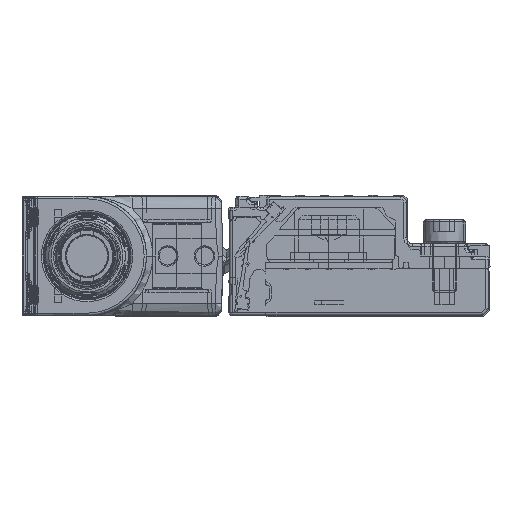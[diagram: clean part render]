
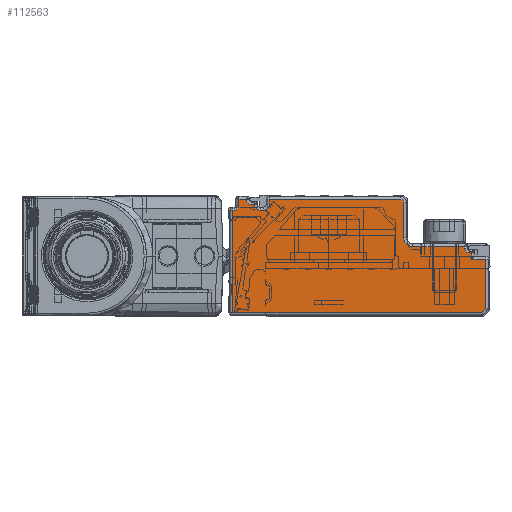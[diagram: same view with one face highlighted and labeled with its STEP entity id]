
A CAD part, left-side view. The second image highlights one B-rep face of the part: STEP entity #112563.
In plain terms, the highlighted planar face has unit normal (-1, 0, 0).
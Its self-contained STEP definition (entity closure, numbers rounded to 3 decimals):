
#112370=AXIS2_PLACEMENT_3D('Circle Axis2P3D',#112368,#112369,$) ;
#112383=AXIS2_PLACEMENT_3D('Plane Axis2P3D',#112380,#112381,#112382) ;
#112403=AXIS2_PLACEMENT_3D('Circle Axis2P3D',#112401,#112402,$) ;
#112422=AXIS2_PLACEMENT_3D('Circle Axis2P3D',#112420,#112421,$) ;
#112443=AXIS2_PLACEMENT_3D('Circle Axis2P3D',#112441,#112442,$) ;
#112457=AXIS2_PLACEMENT_3D('Circle Axis2P3D',#112455,#112456,$) ;
#112471=AXIS2_PLACEMENT_3D('Circle Axis2P3D',#112469,#112470,$) ;
#112492=AXIS2_PLACEMENT_3D('Circle Axis2P3D',#112490,#112491,$) ;
#112016=CARTESIAN_POINT('Vertex',(-2778.,4.2,3.5)) ;
#112023=CARTESIAN_POINT('Vertex',(-2778.,12.7,3.5)) ;
#112026=CARTESIAN_POINT('Line Origine',(-2778.,21.5,3.5)) ;
#112365=CARTESIAN_POINT('Vertex',(-2778.,14.2,5.)) ;
#112368=CARTESIAN_POINT('Axis2P3D Location',(-2778.,12.7,5.)) ;
#112380=CARTESIAN_POINT('Axis2P3D Location',(-2778.,0.2,-7.8)) ;
#112385=CARTESIAN_POINT('Line Origine',(-2778.,3.,2.)) ;
#112389=CARTESIAN_POINT('Vertex',(-2778.,3.,1.5)) ;
#112391=CARTESIAN_POINT('Vertex',(-2778.,3.,2.5)) ;
#112394=CARTESIAN_POINT('Line Origine',(-2778.,3.2,2.5)) ;
#112398=CARTESIAN_POINT('Vertex',(-2778.,3.4,2.5)) ;
#112401=CARTESIAN_POINT('Axis2P3D Location',(-2778.,3.4,3.3)) ;
#112405=CARTESIAN_POINT('Vertex',(-2778.,4.2,3.3)) ;
#112408=CARTESIAN_POINT('Line Origine',(-2778.,4.2,3.4)) ;
#112413=CARTESIAN_POINT('Line Origine',(-2778.,14.2,7.9)) ;
#112417=CARTESIAN_POINT('Vertex',(-2778.,14.2,10.8)) ;
#112420=CARTESIAN_POINT('Axis2P3D Location',(-2778.,14.7,10.8)) ;
#112424=CARTESIAN_POINT('Vertex',(-2778.,14.7,11.3)) ;
#112427=CARTESIAN_POINT('Line Origine',(-2778.,25.5,11.3)) ;
#112431=CARTESIAN_POINT('Vertex',(-2778.,36.3,11.3)) ;
#112434=CARTESIAN_POINT('Line Origine',(-2778.,36.3,10.9)) ;
#112438=CARTESIAN_POINT('Vertex',(-2778.,36.3,10.5)) ;
#112441=CARTESIAN_POINT('Axis2P3D Location',(-2778.,37.3,10.5)) ;
#112445=CARTESIAN_POINT('Vertex',(-2778.,37.3,9.5)) ;
#112448=CARTESIAN_POINT('Line Origine',(-2778.,37.55,9.5)) ;
#112452=CARTESIAN_POINT('Vertex',(-2778.,37.8,9.5)) ;
#112455=CARTESIAN_POINT('Axis2P3D Location',(-2778.,37.8,10.5)) ;
#112459=CARTESIAN_POINT('Vertex',(-2778.,38.8,10.5)) ;
#112462=CARTESIAN_POINT('Line Origine',(-2778.,39.05,10.5)) ;
#112466=CARTESIAN_POINT('Vertex',(-2778.,39.3,10.5)) ;
#112469=CARTESIAN_POINT('Axis2P3D Location',(-2778.,39.3,11.3)) ;
#112473=CARTESIAN_POINT('Vertex',(-2778.,40.1,11.3)) ;
#112476=CARTESIAN_POINT('Line Origine',(-2778.,40.7,11.3)) ;
#112480=CARTESIAN_POINT('Vertex',(-2778.,41.3,11.3)) ;
#112483=CARTESIAN_POINT('Line Origine',(-2778.,41.3,10.8)) ;
#112487=CARTESIAN_POINT('Vertex',(-2778.,41.3,10.3)) ;
#112490=CARTESIAN_POINT('Axis2P3D Location',(-2778.,42.1,10.3)) ;
#112494=CARTESIAN_POINT('Vertex',(-2778.,42.1,9.5)) ;
#112497=CARTESIAN_POINT('Line Origine',(-2778.,42.2,9.5)) ;
#112501=CARTESIAN_POINT('Vertex',(-2778.,42.3,9.5)) ;
#112504=CARTESIAN_POINT('Line Origine',(-2778.,42.3,1.1)) ;
#112508=CARTESIAN_POINT('Vertex',(-2778.,42.3,-7.3)) ;
#112511=CARTESIAN_POINT('Line Origine',(-2778.,21.854,-7.3)) ;
#112515=CARTESIAN_POINT('Vertex',(-2778.,1.407,-7.3)) ;
#112518=CARTESIAN_POINT('Line Origine',(-2778.,1.054,-6.946)) ;
#112522=CARTESIAN_POINT('Vertex',(-2778.,0.7,-6.593)) ;
#112525=CARTESIAN_POINT('Line Origine',(-2778.,0.7,-2.546)) ;
#112529=CARTESIAN_POINT('Vertex',(-2778.,0.7,1.5)) ;
#112532=CARTESIAN_POINT('Line Origine',(-2778.,1.85,1.5)) ;
#112027=DIRECTION('Vector Direction',(0.,-1.,0.)) ;
#112369=DIRECTION('Axis2P3D Direction',(1.,0.,0.)) ;
#112381=DIRECTION('Axis2P3D Direction',(-1.,0.,0.)) ;
#112382=DIRECTION('Axis2P3D XDirection',(0.,0.,1.)) ;
#112386=DIRECTION('Vector Direction',(0.,0.,1.)) ;
#112395=DIRECTION('Vector Direction',(0.,1.,0.)) ;
#112402=DIRECTION('Axis2P3D Direction',(-1.,0.,0.)) ;
#112409=DIRECTION('Vector Direction',(0.,0.,-1.)) ;
#112414=DIRECTION('Vector Direction',(0.,0.,1.)) ;
#112421=DIRECTION('Axis2P3D Direction',(-1.,0.,0.)) ;
#112428=DIRECTION('Vector Direction',(0.,1.,0.)) ;
#112435=DIRECTION('Vector Direction',(0.,0.,-1.)) ;
#112442=DIRECTION('Axis2P3D Direction',(-1.,0.,0.)) ;
#112449=DIRECTION('Vector Direction',(0.,1.,0.)) ;
#112456=DIRECTION('Axis2P3D Direction',(-1.,0.,0.)) ;
#112463=DIRECTION('Vector Direction',(0.,-1.,0.)) ;
#112470=DIRECTION('Axis2P3D Direction',(-1.,0.,0.)) ;
#112477=DIRECTION('Vector Direction',(0.,1.,0.)) ;
#112484=DIRECTION('Vector Direction',(0.,0.,-1.)) ;
#112491=DIRECTION('Axis2P3D Direction',(-1.,0.,0.)) ;
#112498=DIRECTION('Vector Direction',(0.,1.,0.)) ;
#112505=DIRECTION('Vector Direction',(0.,0.,-1.)) ;
#112512=DIRECTION('Vector Direction',(0.,-1.,0.)) ;
#112519=DIRECTION('Vector Direction',(0.,-0.707,0.707)) ;
#112526=DIRECTION('Vector Direction',(0.,0.,1.)) ;
#112533=DIRECTION('Vector Direction',(0.,1.,0.)) ;
#112028=VECTOR('Line Direction',#112027,1.) ;
#112387=VECTOR('Line Direction',#112386,1.) ;
#112396=VECTOR('Line Direction',#112395,1.) ;
#112410=VECTOR('Line Direction',#112409,1.) ;
#112415=VECTOR('Line Direction',#112414,1.) ;
#112429=VECTOR('Line Direction',#112428,1.) ;
#112436=VECTOR('Line Direction',#112435,1.) ;
#112450=VECTOR('Line Direction',#112449,1.) ;
#112464=VECTOR('Line Direction',#112463,1.) ;
#112478=VECTOR('Line Direction',#112477,1.) ;
#112485=VECTOR('Line Direction',#112484,1.) ;
#112499=VECTOR('Line Direction',#112498,1.) ;
#112506=VECTOR('Line Direction',#112505,1.) ;
#112513=VECTOR('Line Direction',#112512,1.) ;
#112520=VECTOR('Line Direction',#112519,1.) ;
#112527=VECTOR('Line Direction',#112526,1.) ;
#112534=VECTOR('Line Direction',#112533,1.) ;
#112538=ORIENTED_EDGE('',*,*,#112393,.T.) ;
#112539=ORIENTED_EDGE('',*,*,#112400,.T.) ;
#112540=ORIENTED_EDGE('',*,*,#112407,.T.) ;
#112541=ORIENTED_EDGE('',*,*,#112412,.T.) ;
#112542=ORIENTED_EDGE('',*,*,#112030,.T.) ;
#112543=ORIENTED_EDGE('',*,*,#112372,.T.) ;
#112544=ORIENTED_EDGE('',*,*,#112419,.T.) ;
#112545=ORIENTED_EDGE('',*,*,#112426,.T.) ;
#112546=ORIENTED_EDGE('',*,*,#112433,.T.) ;
#112547=ORIENTED_EDGE('',*,*,#112440,.T.) ;
#112548=ORIENTED_EDGE('',*,*,#112447,.T.) ;
#112549=ORIENTED_EDGE('',*,*,#112454,.T.) ;
#112550=ORIENTED_EDGE('',*,*,#112461,.T.) ;
#112551=ORIENTED_EDGE('',*,*,#112468,.T.) ;
#112552=ORIENTED_EDGE('',*,*,#112475,.T.) ;
#112553=ORIENTED_EDGE('',*,*,#112482,.T.) ;
#112554=ORIENTED_EDGE('',*,*,#112489,.T.) ;
#112555=ORIENTED_EDGE('',*,*,#112496,.T.) ;
#112556=ORIENTED_EDGE('',*,*,#112503,.T.) ;
#112557=ORIENTED_EDGE('',*,*,#112510,.T.) ;
#112558=ORIENTED_EDGE('',*,*,#112517,.T.) ;
#112559=ORIENTED_EDGE('',*,*,#112524,.T.) ;
#112560=ORIENTED_EDGE('',*,*,#112531,.T.) ;
#112561=ORIENTED_EDGE('',*,*,#112536,.T.) ;
#112563=ADVANCED_FACE('\X2\FF8AFF9FFF70FF82\X0\ \X2\FF8EFF9EFF83FF9EFF68FF70\X0\',(#112562),#112384,.T.) ;
#112371=CIRCLE('generated circle',#112370,1.5) ;
#112404=CIRCLE('generated circle',#112403,0.8) ;
#112423=CIRCLE('generated circle',#112422,0.5) ;
#112444=CIRCLE('generated circle',#112443,1.) ;
#112458=CIRCLE('generated circle',#112457,1.) ;
#112472=CIRCLE('generated circle',#112471,0.8) ;
#112493=CIRCLE('generated circle',#112492,0.8) ;
#112030=EDGE_CURVE('',#112017,#112024,#112029,.F.) ;
#112372=EDGE_CURVE('',#112024,#112366,#112371,.T.) ;
#112393=EDGE_CURVE('',#112390,#112392,#112388,.T.) ;
#112400=EDGE_CURVE('',#112392,#112399,#112397,.T.) ;
#112407=EDGE_CURVE('',#112399,#112406,#112404,.F.) ;
#112412=EDGE_CURVE('',#112406,#112017,#112411,.F.) ;
#112419=EDGE_CURVE('',#112366,#112418,#112416,.T.) ;
#112426=EDGE_CURVE('',#112418,#112425,#112423,.T.) ;
#112433=EDGE_CURVE('',#112425,#112432,#112430,.T.) ;
#112440=EDGE_CURVE('',#112432,#112439,#112437,.T.) ;
#112447=EDGE_CURVE('',#112439,#112446,#112444,.F.) ;
#112454=EDGE_CURVE('',#112446,#112453,#112451,.T.) ;
#112461=EDGE_CURVE('',#112453,#112460,#112458,.F.) ;
#112468=EDGE_CURVE('',#112460,#112467,#112465,.F.) ;
#112475=EDGE_CURVE('',#112467,#112474,#112472,.F.) ;
#112482=EDGE_CURVE('',#112474,#112481,#112479,.T.) ;
#112489=EDGE_CURVE('',#112481,#112488,#112486,.T.) ;
#112496=EDGE_CURVE('',#112488,#112495,#112493,.F.) ;
#112503=EDGE_CURVE('',#112495,#112502,#112500,.T.) ;
#112510=EDGE_CURVE('',#112502,#112509,#112507,.T.) ;
#112517=EDGE_CURVE('',#112509,#112516,#112514,.T.) ;
#112524=EDGE_CURVE('',#112516,#112523,#112521,.T.) ;
#112531=EDGE_CURVE('',#112523,#112530,#112528,.T.) ;
#112536=EDGE_CURVE('',#112530,#112390,#112535,.T.) ;
#112537=EDGE_LOOP('',(#112538,#112539,#112540,#112541,#112542,#112543,#112544,#112545,#112546,#112547,#112548,#112549,#112550,#112551,#112552,#112553,#112554,#112555,#112556,#112557,#112558,#112559,#112560,#112561)) ;
#112562=FACE_OUTER_BOUND('',#112537,.T.) ;
#112029=LINE('Line',#112026,#112028) ;
#112388=LINE('Line',#112385,#112387) ;
#112397=LINE('Line',#112394,#112396) ;
#112411=LINE('Line',#112408,#112410) ;
#112416=LINE('Line',#112413,#112415) ;
#112430=LINE('Line',#112427,#112429) ;
#112437=LINE('Line',#112434,#112436) ;
#112451=LINE('Line',#112448,#112450) ;
#112465=LINE('Line',#112462,#112464) ;
#112479=LINE('Line',#112476,#112478) ;
#112486=LINE('Line',#112483,#112485) ;
#112500=LINE('Line',#112497,#112499) ;
#112507=LINE('Line',#112504,#112506) ;
#112514=LINE('Line',#112511,#112513) ;
#112521=LINE('Line',#112518,#112520) ;
#112528=LINE('Line',#112525,#112527) ;
#112535=LINE('Line',#112532,#112534) ;
#112384=PLANE('',#112383) ;
#112017=VERTEX_POINT('',#112016) ;
#112024=VERTEX_POINT('',#112023) ;
#112366=VERTEX_POINT('',#112365) ;
#112390=VERTEX_POINT('',#112389) ;
#112392=VERTEX_POINT('',#112391) ;
#112399=VERTEX_POINT('',#112398) ;
#112406=VERTEX_POINT('',#112405) ;
#112418=VERTEX_POINT('',#112417) ;
#112425=VERTEX_POINT('',#112424) ;
#112432=VERTEX_POINT('',#112431) ;
#112439=VERTEX_POINT('',#112438) ;
#112446=VERTEX_POINT('',#112445) ;
#112453=VERTEX_POINT('',#112452) ;
#112460=VERTEX_POINT('',#112459) ;
#112467=VERTEX_POINT('',#112466) ;
#112474=VERTEX_POINT('',#112473) ;
#112481=VERTEX_POINT('',#112480) ;
#112488=VERTEX_POINT('',#112487) ;
#112495=VERTEX_POINT('',#112494) ;
#112502=VERTEX_POINT('',#112501) ;
#112509=VERTEX_POINT('',#112508) ;
#112516=VERTEX_POINT('',#112515) ;
#112523=VERTEX_POINT('',#112522) ;
#112530=VERTEX_POINT('',#112529) ;
